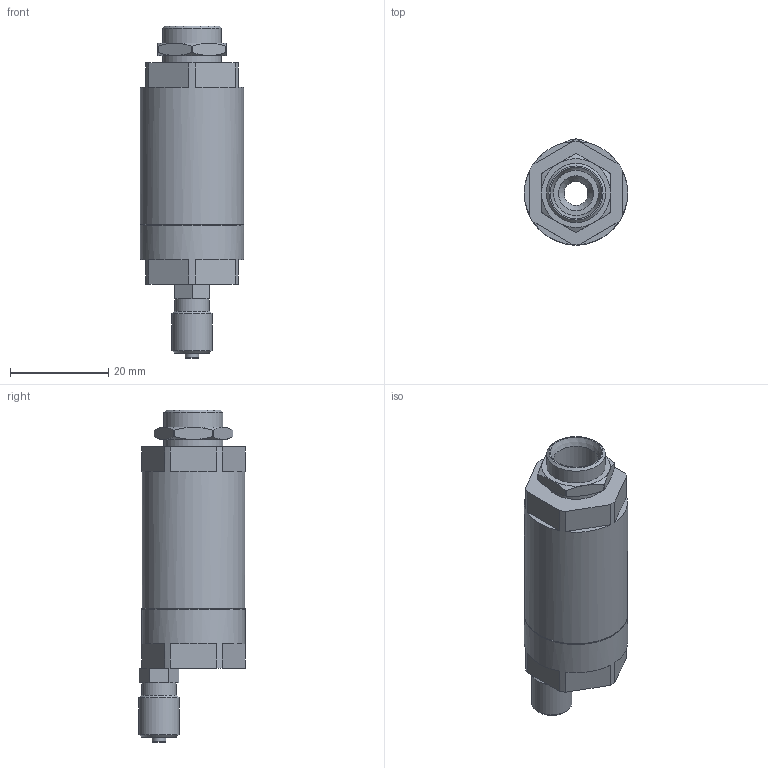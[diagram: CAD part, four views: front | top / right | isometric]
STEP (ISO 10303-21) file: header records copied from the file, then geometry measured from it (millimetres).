
FILE_DESCRIPTION (( 'STEP AP214' ), '1' );
FILE_NAME ('9C011 Rohr-LBV.STEP', '2013-05-07T10:06:54', ( 'qwe' ), ( '' ), 'SwSTEP 2.0', 'SolidWorks 2013', '' );
FILE_SCHEMA (( 'AUTOMOTIVE_DESIGN' ));
Length unit declared in the file: millimetre
Products named in the file (7): 9C011 Rohr-LBV; 62101 Sechskantmutter M12x1_M12x1; 65001 Schlauchverschraubung M5; 1C040 Zentrierring; 1C039 Lochring; 1C038 Endhülse; 1C037-1 Fronth黮se-L_Fronth乴se-L
Assembly tree (6 placements, depth 2):
  9C011 Rohr-LBV
    1C037-1 Fronth黮se-L_Fronth乴se-L
    1C038 Endhülse
    1C039 Lochring
    1C040 Zentrierring
    65001 Schlauchverschraubung M5
    62101 Sechskantmutter M12x1_M12x1
Bounding box: 21 x 21.6 x 67.5 mm (x, y, z)
Volume: 8403.8 mm3; surface area: 11902.2 mm2
Topology: 6 solids, 6 shells, 186 faces, 420 edges, 260 vertices
Faces by surface type: plane 69, cylinder 64, cone 45, torus 8
Full cylindrical faces by diameter (mm): 1.5 x24, 2.2 x1, 2.8 x1, 3.5 x1, 4 x1, 4.2 x1, 4.8 x1, 5 x2, 6 x1, 6.4 x2, 7 x1, 7.2 x1, 8 x1, 8.2 x1, 9.2 x1, 10 x1, 10.8 x2, 12 x2, 12.5 x1, 14 x1, 16 x1, 17 x2, 18.8 x2, 19 x2, 20 x2, 21 x2
Entity records: 5231 total; most frequent: CARTESIAN_POINT 904, DIRECTION 878, ORIENTED_EDGE 624, AXIS2_PLACEMENT_3D 396, EDGE_LOOP 360, EDGE_CURVE 312, FACE_OUTER_BOUND 252, VERTEX_POINT 250
